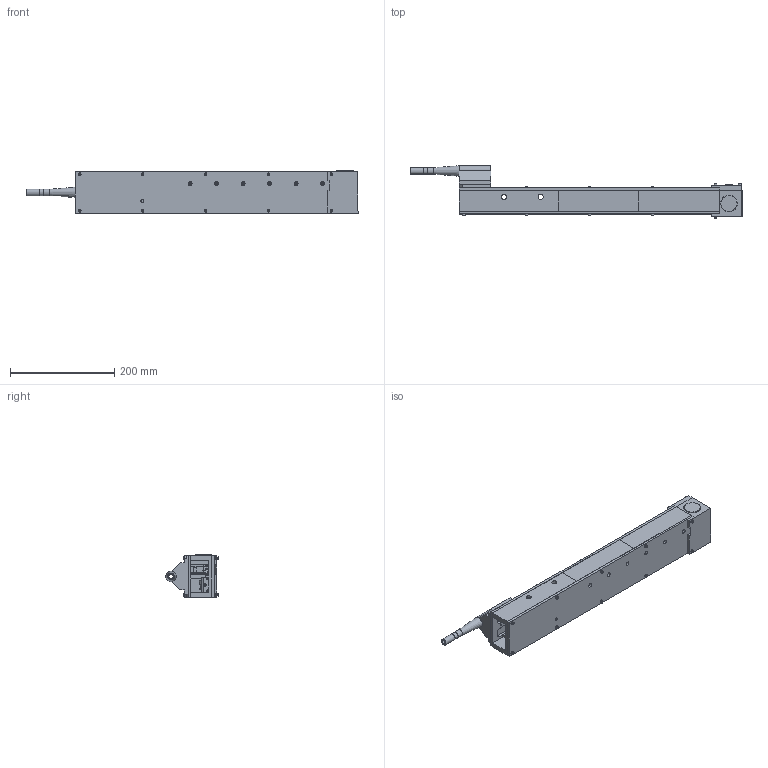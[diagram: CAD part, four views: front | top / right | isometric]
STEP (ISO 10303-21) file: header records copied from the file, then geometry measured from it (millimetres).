
FILE_DESCRIPTION(/* description */ (''),/* implementation_level */ '2;1');
FILE_NAME(/* name */ 'daVinci_Head.stp',/* time_stamp */ '2025-03-02T14:00:50+01:00',/* author */ ('12064'),/* organization */ (''),/* preprocessor_version */ 'ST-DEVELOPER v19.2',/* originating_system */ 'Autodesk Inventor 2024',/* authorisation */ '');
FILE_SCHEMA (('AUTOMOTIVE_DESIGN { 1 0 10303 214 3 1 1 }'));
Length unit declared in the file: millimetre
Products named in the file (35): daVinci_Head_Assembly; daVinciHead_FrameWork; Fuehrungsschiene; Back plate profile; Slot profile; Guide; Zahnradbahn; ISO 4762 - M3 x 10; ISO 4762 - M3 x 12; ISO 10642 - M3 x  8; Sensor_Box_Assembly.ipt; daVinci_Head_Sensorpart; Sensor_Box_Deckel; AVAGO_HEDS_5540_A1; SKF_623-2RS1; SKF_623-2RS1_ir; SKF_623-2RS1_or; SKF_623-2RS1_ball1; SKF_WBB1-8705; SKF_WBB1-8705_ir; SKF_WBB1-8705_or; SKF_WBB1-8705_ball1; Abdeckung_Sensorkopfh; SensorKopf_Encoder_Welle; ISO 4762 - M3 x 20; ISO 4762 - M3 x 16; Tension_Thingy_v2; Tension_Bock; Spannvorrichtung_Riemen; ISO 4032 - M3; Riemenscheibe; Fuehrungsschienen_Tension; ISO 4762  - M3 x 16; Riemenscheibe_Welle_Tension; Riemen_Design_Assitant
Assembly tree (74 placements, depth 5):
  daVinci_Head_Assembly
    daVinciHead_FrameWork
      Fuehrungsschiene
      Back plate profile
      Slot profile
      Guide
      Zahnradbahn
      ISO 4762 - M3 x 10  x8
      ISO 4762 - M3 x 12  x6
      ISO 10642 - M3 x  8  x6
      ISO 4762 - M3 x 16  x6
      Sensor_Box_Assembly.ipt
        daVinci_Head_Sensorpart
        Sensor_Box_Deckel
        AVAGO_HEDS_5540_A1
        SKF_623-2RS1
          SKF_623-2RS1_ir
          SKF_623-2RS1_or
          SKF_623-2RS1_ball1  x7
        SKF_WBB1-8705
          SKF_WBB1-8705_ir
          SKF_WBB1-8705_or
          SKF_WBB1-8705_ball1  x8
        Abdeckung_Sensorkopfh
        SensorKopf_Encoder_Welle
        Riemenscheibe
      ISO 4762 - M3 x 20  x4
      Tension_Thingy_v2
        Tension_Bock
        Spannvorrichtung_Riemen
        ISO 4032 - M3
        Riemenscheibe
        Fuehrungsschienen_Tension  x2
        ISO 4762  - M3 x 16
        Riemenscheibe_Welle_Tension
    Riemen_Design_Assitant
Bounding box: 638 x 100.7 x 81.8 mm (x, y, z)
Volume: 1088941.4 mm3; surface area: 436112.7 mm2
Topology: 76 solids, 76 shells, 2131 faces, 5561 edges, 3670 vertices
Faces by surface type: plane 1370, cylinder 529, cone 134, torus 83, sphere 15
Full cylindrical faces by diameter (mm): 0.9 x4, 1 x1, 1.567 x3, 1.6 x3, 2 x1, 2.41 x2, 2.44 x2, 2.459 x31, 2.5 x2, 2.67 x2, 3 x59, 3.4 x44, 4.8 x4, 5 x7, 5.5 x27, 6 x8, 6.5 x4, 7.08 x2, 7.5 x6, 7.8 x2, 8 x2, 8.2 x4, 8.5 x1, 10 x6, 10.1 x2, 10.2 x1, 11 x1, 12 x2, 12.3 x1, 12.5 x2
Entity records: 56538 total; most frequent: CARTESIAN_POINT 9981, DIRECTION 9348, ORIENTED_EDGE 9156, EDGE_CURVE 4578, LINE 3388, VECTOR 3388, VERTEX_POINT 3037, AXIS2_PLACEMENT_3D 2980
